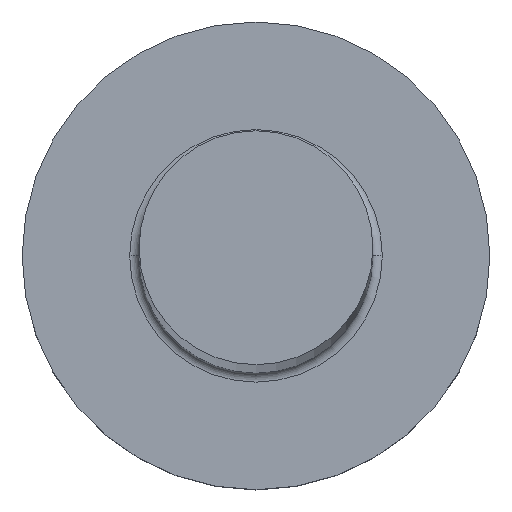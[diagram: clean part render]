
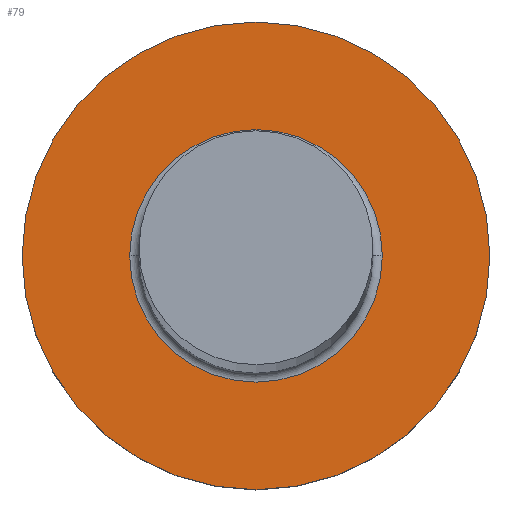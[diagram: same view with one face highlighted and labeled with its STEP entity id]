
A CAD part, top view. The second image highlights one B-rep face of the part: STEP entity #79.
In plain terms, the highlighted planar face has unit normal (0, 0, 1).
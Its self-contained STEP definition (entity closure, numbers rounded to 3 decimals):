
#16 = ORIENTED_EDGE ( 'NONE', *, *, #191, .T. ) ;
#26 = CARTESIAN_POINT ( 'NONE',  ( 0., 0., 3. ) ) ;
#27 = DIRECTION ( 'NONE',  ( 1., 0., 0. ) ) ;
#39 = AXIS2_PLACEMENT_3D ( 'NONE', #145, #216, #218 ) ;
#41 = EDGE_LOOP ( 'NONE', ( #67, #224 ) ) ;
#44 = VERTEX_POINT ( 'NONE', #94 ) ;
#47 = CIRCLE ( 'NONE', #39, 5. ) ;
#48 = CARTESIAN_POINT ( 'NONE',  ( 0., 0., 3. ) ) ;
#49 = CARTESIAN_POINT ( 'NONE',  ( -2.7, 0., 3. ) ) ;
#65 = VERTEX_POINT ( 'NONE', #252 ) ;
#67 = ORIENTED_EDGE ( 'NONE', *, *, #283, .T. ) ;
#76 = CARTESIAN_POINT ( 'NONE',  ( -5., 0., 3. ) ) ;
#79 = ADVANCED_FACE ( 'NONE', ( #301, #254 ), #142, .T. ) ;
#80 = AXIS2_PLACEMENT_3D ( 'NONE', #26, #124, #237 ) ;
#88 = EDGE_LOOP ( 'NONE', ( #16, #257 ) ) ;
#94 = CARTESIAN_POINT ( 'NONE',  ( 2.7, 0., 3. ) ) ;
#122 = DIRECTION ( 'NONE',  ( 0., 0., 1. ) ) ;
#124 = DIRECTION ( 'NONE',  ( 0., 0., -1. ) ) ;
#142 = PLANE ( 'NONE',  #303 ) ;
#145 = CARTESIAN_POINT ( 'NONE',  ( 0., 0., 3. ) ) ;
#146 = DIRECTION ( 'NONE',  ( 1., 0., 0. ) ) ;
#156 = CIRCLE ( 'NONE', #158, 2.7 ) ;
#158 = AXIS2_PLACEMENT_3D ( 'NONE', #281, #170, #146 ) ;
#170 = DIRECTION ( 'NONE',  ( 0., 0., -1. ) ) ;
#182 = VERTEX_POINT ( 'NONE', #49 ) ;
#187 = CIRCLE ( 'NONE', #214, 5. ) ;
#189 = VERTEX_POINT ( 'NONE', #76 ) ;
#191 = EDGE_CURVE ( 'NONE', #189, #65, #47, .T. ) ;
#196 = CIRCLE ( 'NONE', #80, 2.7 ) ;
#203 = CARTESIAN_POINT ( 'NONE',  ( 0., 0., 3. ) ) ;
#212 = DIRECTION ( 'NONE',  ( 0., 0., 1. ) ) ;
#214 = AXIS2_PLACEMENT_3D ( 'NONE', #48, #212, #27 ) ;
#216 = DIRECTION ( 'NONE',  ( 0., 0., 1. ) ) ;
#218 = DIRECTION ( 'NONE',  ( 1., 0., 0. ) ) ;
#219 = EDGE_CURVE ( 'NONE', #182, #44, #156, .T. ) ;
#224 = ORIENTED_EDGE ( 'NONE', *, *, #219, .T. ) ;
#230 = EDGE_CURVE ( 'NONE', #65, #189, #187, .T. ) ;
#237 = DIRECTION ( 'NONE',  ( 1., 0., 0. ) ) ;
#252 = CARTESIAN_POINT ( 'NONE',  ( 5., 0., 3. ) ) ;
#254 = FACE_OUTER_BOUND ( 'NONE', #88, .T. ) ;
#257 = ORIENTED_EDGE ( 'NONE', *, *, #230, .T. ) ;
#276 = DIRECTION ( 'NONE',  ( 1., 0., 0. ) ) ;
#281 = CARTESIAN_POINT ( 'NONE',  ( 0., 0., 3. ) ) ;
#283 = EDGE_CURVE ( 'NONE', #44, #182, #196, .T. ) ;
#301 = FACE_BOUND ( 'NONE', #41, .T. ) ;
#303 = AXIS2_PLACEMENT_3D ( 'NONE', #203, #122, #276 ) ;
